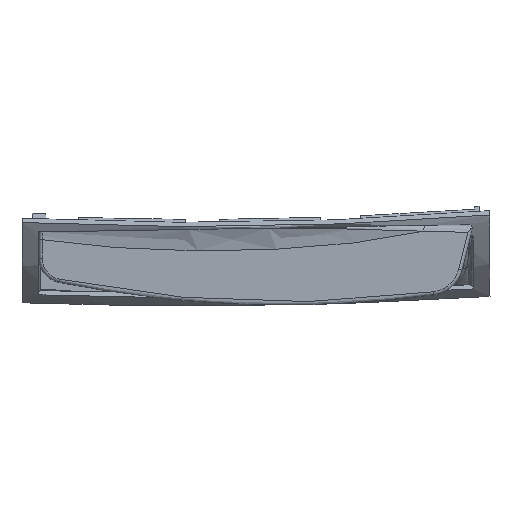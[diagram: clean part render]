
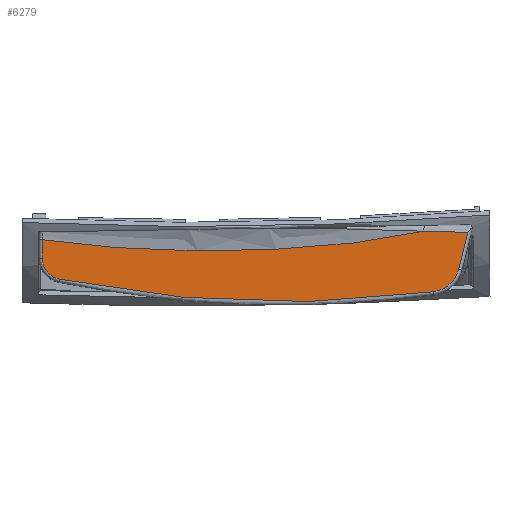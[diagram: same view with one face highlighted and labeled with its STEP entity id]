
A CAD part, top view. The second image highlights one B-rep face of the part: STEP entity #6279.
In plain terms, the highlighted planar face has unit normal (0, 0, 1).
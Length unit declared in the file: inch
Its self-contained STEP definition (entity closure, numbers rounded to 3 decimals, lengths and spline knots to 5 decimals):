
#85 = CARTESIAN_POINT ( 'NONE',  ( 0.38653, 0.30384, 0.74 ) ) ;
#96 = DIRECTION ( 'NONE',  ( -1., 0., 0. ) ) ;
#162 = CARTESIAN_POINT ( 'NONE',  ( 0.12653, 0.52492, 0.74 ) ) ;
#274 = ORIENTED_EDGE ( 'NONE', *, *, #5351, .T. ) ;
#574 = CARTESIAN_POINT ( 'NONE',  ( 2.23924, 0.38842, 0.74 ) ) ;
#592 = CARTESIAN_POINT ( 'NONE',  ( 0.70545, -0.02623, 0.74 ) ) ;
#742 = CARTESIAN_POINT ( 'NONE',  ( 0.60439, 0.46478, 0.74 ) ) ;
#781 = ORIENTED_EDGE ( 'NONE', *, *, #1941, .T. ) ;
#799 = CARTESIAN_POINT ( 'NONE',  ( 0.89186, 0.43775, 0.74 ) ) ;
#801 = CARTESIAN_POINT ( 'NONE',  ( 5.25819, 0.6143, 0.74 ) ) ;
#931 = VECTOR ( 'NONE', #10687, 39.37008 ) ;
#1010 = CARTESIAN_POINT ( 'NONE',  ( 2.59247, -0.25663, 0.74 ) ) ;
#1190 = ORIENTED_EDGE ( 'NONE', *, *, #9949, .T. ) ;
#1321 = VERTEX_POINT ( 'NONE', #801 ) ;
#1440 = CARTESIAN_POINT ( 'NONE',  ( 2.81718, 0.40283, 0.74 ) ) ;
#1478 = B_SPLINE_CURVE_WITH_KNOTS ( 'NONE', 3,
 ( #5083, #7815, #4970, #4214, #3236, #11306, #6764, #5137, #11137, #5949, #7756, #1440, #8517, #574, #4101, #4268, #7642, #11361, #799, #742, #10374, #2480, #10263, #6876 ),
 .UNSPECIFIED., .F., .F.,
 ( 4, 2, 2, 2, 2, 2, 2, 2, 2, 2, 2, 4 ),
 ( 0.00653, 0.0139, 0.02128, 0.02865, 0.03603, 0.05078, 0.06553, 0.08028, 0.09503, 0.10978, 0.11716, 0.12453 ),
 .UNSPECIFIED. ) ;
#1871 = B_SPLINE_CURVE_WITH_KNOTS ( 'NONE', 3,
 ( #8534, #592, #11444, #11383, #3425, #6958, #5915, #3365, #6025, #3483, #3308, #6896, #10510, #10451 ),
 .UNSPECIFIED., .F., .F.,
 ( 4, 2, 2, 2, 2, 2, 4 ),
 ( 0., 0.02879, 0.04318, 0.05758, 0.07197, 0.08637, 0.11516 ),
 .UNSPECIFIED. ) ;
#1941 = EDGE_CURVE ( 'NONE', #6028, #10123, #1478, .T. ) ;
#2403 = VECTOR ( 'NONE', #2893, 39.37008 ) ;
#2480 = CARTESIAN_POINT ( 'NONE',  ( 0.3174, 0.49765, 0.74 ) ) ;
#2678 = CARTESIAN_POINT ( 'NONE',  ( 4.89774, -0.83139, 0.74 ) ) ;
#2762 = CARTESIAN_POINT ( 'NONE',  ( 4.72726, 0.62773, 0.74 ) ) ;
#2893 = DIRECTION ( 'NONE',  ( 0., -1., 0. ) ) ;
#2934 = ORIENTED_EDGE ( 'NONE', *, *, #6383, .T. ) ;
#3236 = CARTESIAN_POINT ( 'NONE',  ( 4.25493, 0.5359, 0.74 ) ) ;
#3307 = CARTESIAN_POINT ( 'NONE',  ( 5.08109, 0.61419, 0.74 ) ) ;
#3308 = CARTESIAN_POINT ( 'NONE',  ( 3.5287, -0.21618, 0.74 ) ) ;
#3365 = CARTESIAN_POINT ( 'NONE',  ( 2.77304, -0.22266, 0.74 ) ) ;
#3425 = CARTESIAN_POINT ( 'NONE',  ( 1.82992, -0.17113, 0.74 ) ) ;
#3483 = CARTESIAN_POINT ( 'NONE',  ( 3.34005, -0.22176, 0.74 ) ) ;
#3547 = DIRECTION ( 'NONE',  ( -1., 0., 0. ) ) ;
#3617 = PLANE ( 'NONE',  #10683 ) ;
#4058 = CARTESIAN_POINT ( 'NONE',  ( 0.33478, 0.04904, 0.74 ) ) ;
#4101 = CARTESIAN_POINT ( 'NONE',  ( 2.04648, 0.38843, 0.74 ) ) ;
#4180 = VERTEX_POINT ( 'NONE', #8713 ) ;
#4214 = CARTESIAN_POINT ( 'NONE',  ( 4.35005, 0.55103, 0.74 ) ) ;
#4268 = CARTESIAN_POINT ( 'NONE',  ( 1.66104, 0.39561, 0.74 ) ) ;
#4541 = DIRECTION ( 'NONE',  ( 0., 0., 1. ) ) ;
#4624 = LINE ( 'NONE', #4837, #2403 ) ;
#4837 = CARTESIAN_POINT ( 'NONE',  ( 0.12653, -0.25663, 0.74 ) ) ;
#4847 = ORIENTED_EDGE ( 'NONE', *, *, #9466, .T. ) ;
#4970 = CARTESIAN_POINT ( 'NONE',  ( 4.53943, 0.58554, 0.74 ) ) ;
#5083 = CARTESIAN_POINT ( 'NONE',  ( 4.72726, 0.62773, 0.74 ) ) ;
#5137 = CARTESIAN_POINT ( 'NONE',  ( 3.77699, 0.47445, 0.74 ) ) ;
#5219 = CARTESIAN_POINT ( 'NONE',  ( 5.16965, 0.61347, 0.74 ) ) ;
#5351 = EDGE_CURVE ( 'NONE', #7127, #6834, #1871, .T. ) ;
#5577 = FACE_OUTER_BOUND ( 'NONE', #9247, .T. ) ;
#5915 = CARTESIAN_POINT ( 'NONE',  ( 2.39533, -0.21, 0.74 ) ) ;
#5949 = CARTESIAN_POINT ( 'NONE',  ( 3.39362, 0.43805, 0.74 ) ) ;
#6025 = CARTESIAN_POINT ( 'NONE',  ( 2.96227, -0.22501, 0.74 ) ) ;
#6028 = VERTEX_POINT ( 'NONE', #2762 ) ;
#6279 = ADVANCED_FACE ( 'NONE', ( #5577 ), #3617, .F. ) ;
#6383 = EDGE_CURVE ( 'NONE', #6834, #4180, #6769, .T. ) ;
#6443 = DIRECTION ( 'NONE',  ( 0., 0., -1. ) ) ;
#6764 = CARTESIAN_POINT ( 'NONE',  ( 3.96841, 0.49643, 0.74 ) ) ;
#6769 = CIRCLE ( 'NONE', #7326, 0.36 ) ;
#6834 = VERTEX_POINT ( 'NONE', #8371 ) ;
#6842 = CARTESIAN_POINT ( 'NONE',  ( 5.25819, 0.6143, 0.74 ) ) ;
#6876 = CARTESIAN_POINT ( 'NONE',  ( 0.12653, 0.52492, 0.74 ) ) ;
#6896 = CARTESIAN_POINT ( 'NONE',  ( 4.09392, -0.18769, 0.74 ) ) ;
#6958 = CARTESIAN_POINT ( 'NONE',  ( 2.20671, -0.19969, 0.74 ) ) ;
#6984 = EDGE_CURVE ( 'NONE', #7454, #7127, #8084, .T. ) ;
#7017 = LINE ( 'NONE', #2678, #931 ) ;
#7127 = VERTEX_POINT ( 'NONE', #4058 ) ;
#7209 = DIRECTION ( 'NONE',  ( -1., 0., 0. ) ) ;
#7326 = AXIS2_PLACEMENT_3D ( 'NONE', #8959, #4541, #7209 ) ;
#7454 = VERTEX_POINT ( 'NONE', #10732 ) ;
#7642 = CARTESIAN_POINT ( 'NONE',  ( 1.4684, 0.40279, 0.74 ) ) ;
#7756 = CARTESIAN_POINT ( 'NONE',  ( 3.20163, 0.42412, 0.74 ) ) ;
#7778 = CARTESIAN_POINT ( 'NONE',  ( 4.90408, 0.61855, 0.74 ) ) ;
#7815 = CARTESIAN_POINT ( 'NONE',  ( 4.6337, 0.60486, 0.74 ) ) ;
#7958 = DIRECTION ( 'NONE',  ( 0., 0., 1. ) ) ;
#8084 = CIRCLE ( 'NONE', #10486, 0.26 ) ;
#8371 = CARTESIAN_POINT ( 'NONE',  ( 4.84468, -0.10323, 0.74 ) ) ;
#8517 = CARTESIAN_POINT ( 'NONE',  ( 2.62471, 0.39563, 0.74 ) ) ;
#8534 = CARTESIAN_POINT ( 'NONE',  ( 0.33478, 0.04904, 0.74 ) ) ;
#8607 = B_SPLINE_CURVE_WITH_KNOTS ( 'NONE', 3,
 ( #6842, #5219, #3307, #7778, #9415, #9469 ),
 .UNSPECIFIED., .F., .F.,
 ( 4, 2, 4 ),
 ( 0., 0.00675, 0.01349 ),
 .UNSPECIFIED. ) ;
#8713 = CARTESIAN_POINT ( 'NONE',  ( 5.14655, 0.16654, 0.74 ) ) ;
#8735 = ORIENTED_EDGE ( 'NONE', *, *, #9263, .T. ) ;
#8959 = CARTESIAN_POINT ( 'NONE',  ( 4.79724, 0.25363, 0.74 ) ) ;
#9247 = EDGE_LOOP ( 'NONE', ( #4847, #8735, #781, #1190, #10424, #274, #2934 ) ) ;
#9263 = EDGE_CURVE ( 'NONE', #1321, #6028, #8607, .T. ) ;
#9415 = CARTESIAN_POINT ( 'NONE',  ( 4.81563, 0.62213, 0.74 ) ) ;
#9466 = EDGE_CURVE ( 'NONE', #4180, #1321, #7017, .T. ) ;
#9469 = CARTESIAN_POINT ( 'NONE',  ( 4.72726, 0.62773, 0.74 ) ) ;
#9949 = EDGE_CURVE ( 'NONE', #10123, #7454, #4624, .T. ) ;
#10123 = VERTEX_POINT ( 'NONE', #162 ) ;
#10263 = CARTESIAN_POINT ( 'NONE',  ( 0.22189, 0.51037, 0.74 ) ) ;
#10374 = CARTESIAN_POINT ( 'NONE',  ( 0.50865, 0.47485, 0.74 ) ) ;
#10424 = ORIENTED_EDGE ( 'NONE', *, *, #6984, .T. ) ;
#10451 = CARTESIAN_POINT ( 'NONE',  ( 4.84468, -0.10323, 0.74 ) ) ;
#10486 = AXIS2_PLACEMENT_3D ( 'NONE', #85, #7958, #3547 ) ;
#10510 = CARTESIAN_POINT ( 'NONE',  ( 4.46977, -0.15307, 0.74 ) ) ;
#10683 = AXIS2_PLACEMENT_3D ( 'NONE', #1010, #6443, #96 ) ;
#10687 = DIRECTION ( 'NONE',  ( 0.242, 0.97, 0. ) ) ;
#10732 = CARTESIAN_POINT ( 'NONE',  ( 0.12653, 0.30384, 0.74 ) ) ;
#11137 = CARTESIAN_POINT ( 'NONE',  ( 3.6812, 0.46463, 0.74 ) ) ;
#11306 = CARTESIAN_POINT ( 'NONE',  ( 4.06409, 0.50859, 0.74 ) ) ;
#11361 = CARTESIAN_POINT ( 'NONE',  ( 1.08386, 0.4239, 0.74 ) ) ;
#11383 = CARTESIAN_POINT ( 'NONE',  ( 1.64164, -0.15286, 0.74 ) ) ;
#11444 = CARTESIAN_POINT ( 'NONE',  ( 1.07847, -0.08627, 0.74 ) ) ;
